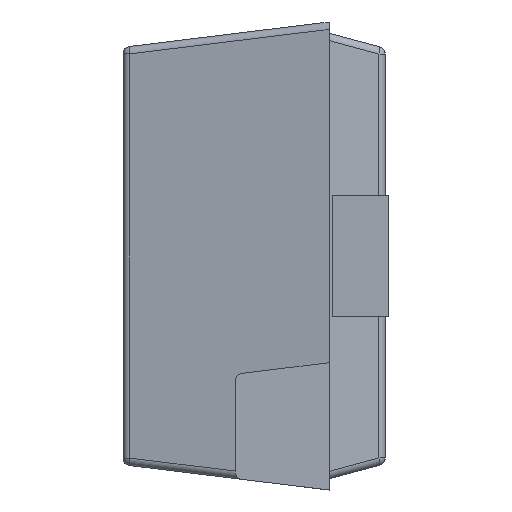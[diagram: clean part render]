
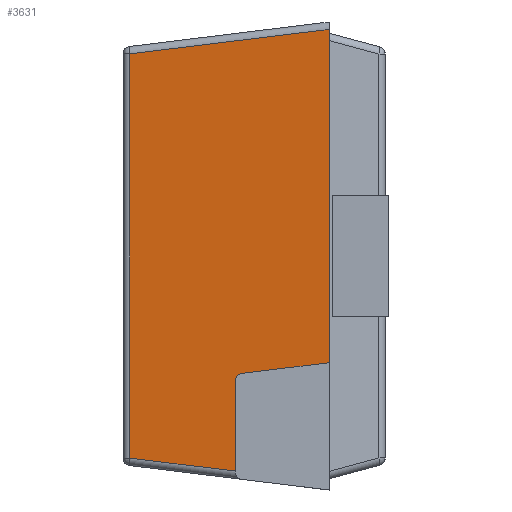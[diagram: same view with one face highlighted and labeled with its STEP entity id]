
A CAD part, left-side view. The second image highlights one B-rep face of the part: STEP entity #3631.
In plain terms, the highlighted planar face has unit normal (-0.993, 0.122, 0).
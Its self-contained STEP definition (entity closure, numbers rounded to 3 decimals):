
#171 = LINE ( 'NONE', #4054, #1840 ) ;
#174 = CARTESIAN_POINT ( 'NONE',  ( 0.031, 0.25, -1.219 ) ) ;
#197 = DIRECTION ( 'NONE',  ( -0.122, -0.993, 0. ) ) ;
#198 = CARTESIAN_POINT ( 'NONE',  ( 0.055, 0.449, -0.965 ) ) ;
#257 = CARTESIAN_POINT ( 'NONE',  ( 0.031, 0.25, -1.199 ) ) ;
#301 = CARTESIAN_POINT ( 'NONE',  ( 0.029, 0.232, -0.939 ) ) ;
#335 = ORIENTED_EDGE ( 'NONE', *, *, #617, .T. ) ;
#472 = VERTEX_POINT ( 'NONE', #3231 ) ;
#531 = ORIENTED_EDGE ( 'NONE', *, *, #3845, .T. ) ;
#580 = AXIS2_PLACEMENT_3D ( 'NONE', #4293, #2197, #197 ) ;
#617 = EDGE_CURVE ( 'NONE', #1031, #472, #4417, .T. ) ;
#645 = VERTEX_POINT ( 'NONE', #921 ) ;
#647 = CARTESIAN_POINT ( 'NONE',  ( 0., 0., -0.02 ) ) ;
#697 = ORIENTED_EDGE ( 'NONE', *, *, #715, .T. ) ;
#715 = EDGE_CURVE ( 'NONE', #2907, #1031, #1211, .T. ) ;
#789 = VERTEX_POINT ( 'NONE', #257 ) ;
#921 = CARTESIAN_POINT ( 'NONE',  ( 0.065, 0.532, -0.085 ) ) ;
#976 = CARTESIAN_POINT ( 'NONE',  ( 0.065, 0.532, -1.165 ) ) ;
#1031 = VERTEX_POINT ( 'NONE', #1741 ) ;
#1085 = VECTOR ( 'NONE', #2442, 1000. ) ;
#1117 = VECTOR ( 'NONE', #3192, 1000. ) ;
#1130 = CARTESIAN_POINT ( 'NONE',  ( 0., 0., 0. ) ) ;
#1211 =( BOUNDED_CURVE ( )  B_SPLINE_CURVE ( 3, ( #2316, #4057, #3351, #301 ),
 .UNSPECIFIED., .F., .F. ) 
 B_SPLINE_CURVE_WITH_KNOTS ( ( 4, 4 ),
 ( 0., 1.449 ),
 .UNSPECIFIED. ) 
 CURVE ( )  GEOMETRIC_REPRESENTATION_ITEM ( )  RATIONAL_B_SPLINE_CURVE ( ( 1., 0.833, 0.833, 1. ) ) 
 REPRESENTATION_ITEM ( '' )  );
#1279 = CARTESIAN_POINT ( 'NONE',  ( 0.065, 0.532, 0. ) ) ;
#1377 = FACE_OUTER_BOUND ( 'NONE', #2605, .T. ) ;
#1670 = ORIENTED_EDGE ( 'NONE', *, *, #1753, .T. ) ;
#1741 = CARTESIAN_POINT ( 'NONE',  ( 0.029, 0.232, -0.939 ) ) ;
#1753 = EDGE_CURVE ( 'NONE', #2007, #789, #171, .T. ) ;
#1810 = ORIENTED_EDGE ( 'NONE', *, *, #4401, .T. ) ;
#1840 = VECTOR ( 'NONE', #3522, 1000. ) ;
#1861 = PLANE ( 'NONE',  #580 ) ;
#1864 = EDGE_CURVE ( 'NONE', #3380, #645, #3839, .T. ) ;
#2007 = VERTEX_POINT ( 'NONE', #976 ) ;
#2178 = DIRECTION ( 'NONE',  ( 0., 0., 1. ) ) ;
#2197 = DIRECTION ( 'NONE',  ( -0.993, 0.122, 0. ) ) ;
#2316 = CARTESIAN_POINT ( 'NONE',  ( 0.031, 0.25, -0.958 ) ) ;
#2442 = DIRECTION ( 'NONE',  ( 0.121, 0.985, -0.121 ) ) ;
#2519 = LINE ( 'NONE', #1279, #4266 ) ;
#2535 = EDGE_CURVE ( 'NONE', #789, #2907, #3069, .T. ) ;
#2559 = VECTOR ( 'NONE', #2569, 1000. ) ;
#2569 = DIRECTION ( 'NONE',  ( -0.121, -0.985, 0.121 ) ) ;
#2605 = EDGE_LOOP ( 'NONE', ( #531, #1670, #3846, #697, #335, #1810, #3759 ) ) ;
#2786 = CARTESIAN_POINT ( 'NONE',  ( 0., -0.002, -0.02 ) ) ;
#2830 = LINE ( 'NONE', #1130, #1117 ) ;
#2848 = VECTOR ( 'NONE', #2178, 1000. ) ;
#2907 = VERTEX_POINT ( 'NONE', #3780 ) ;
#3069 = LINE ( 'NONE', #174, #2848 ) ;
#3192 = DIRECTION ( 'NONE',  ( 0., 0., 1. ) ) ;
#3231 = CARTESIAN_POINT ( 'NONE',  ( 0., 0., -0.91 ) ) ;
#3351 = CARTESIAN_POINT ( 'NONE',  ( 0.03, 0.243, -0.94 ) ) ;
#3380 = VERTEX_POINT ( 'NONE', #647 ) ;
#3522 = DIRECTION ( 'NONE',  ( -0.121, -0.985, -0.121 ) ) ;
#3631 = ADVANCED_FACE ( 'NONE', ( #1377 ), #1861, .T. ) ;
#3702 = DIRECTION ( 'NONE',  ( 0., 0., -1. ) ) ;
#3759 = ORIENTED_EDGE ( 'NONE', *, *, #1864, .T. ) ;
#3780 = CARTESIAN_POINT ( 'NONE',  ( 0.031, 0.25, -0.958 ) ) ;
#3839 = LINE ( 'NONE', #2786, #1085 ) ;
#3845 = EDGE_CURVE ( 'NONE', #645, #2007, #2519, .T. ) ;
#3846 = ORIENTED_EDGE ( 'NONE', *, *, #2535, .T. ) ;
#4054 = CARTESIAN_POINT ( 'NONE',  ( 0.018, 0.147, -1.212 ) ) ;
#4057 = CARTESIAN_POINT ( 'NONE',  ( 0.031, 0.25, -0.948 ) ) ;
#4266 = VECTOR ( 'NONE', #3702, 1000. ) ;
#4293 = CARTESIAN_POINT ( 'NONE',  ( 0., 0., 0. ) ) ;
#4401 = EDGE_CURVE ( 'NONE', #472, #3380, #2830, .T. ) ;
#4417 = LINE ( 'NONE', #198, #2559 ) ;
